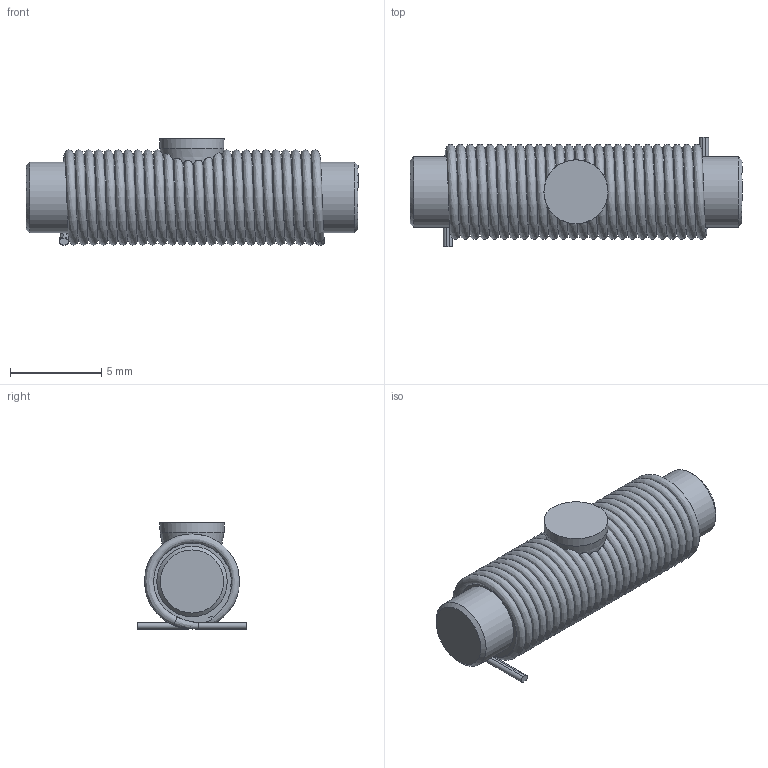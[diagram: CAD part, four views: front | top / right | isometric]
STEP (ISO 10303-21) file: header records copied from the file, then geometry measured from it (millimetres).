
FILE_DESCRIPTION(/* description */ ('Unknown'),/* implementation_level */ '2;1');
FILE_NAME(/* name */ 'L_Wurth_WE-RCIS_7847225100',/* time_stamp */ '2025-06-18T14:10:25+08:00',/* author */ ('Unknown'),/* organization */ ('Unknown'),/* preprocessor_version */ 'ST-DEVELOPER v19.4',/* originating_system */ 'Solid Edge',/* authorisation */ 'Unknown');
FILE_SCHEMA (('AUTOMOTIVE_DESIGN {1 0 10303 214 3 1 1}'));
Length unit declared in the file: millimetre
Products named in the file (2): L_Wurth_WE-RCIS_7847225100
Assembly tree (1 placements, depth 2):
  L_Wurth_WE-RCIS_7847225100
    L_Wurth_WE-RCIS_7847225100
Bounding box: 18.15 x 6 x 5.8 mm (x, y, z)
Volume: 340.3 mm3; surface area: 1341 mm2
Topology: 3 solids, 3 shells, 42 faces, 120 edges, 70 vertices
Faces by surface type: cylinder 15, bspline 13, plane 11, cone 3
Full cylindrical faces by diameter (mm): 3.5 x1, 3.85 x2
Entity records: 11048 total; most frequent: CARTESIAN_POINT 10033, ORIENTED_EDGE 204, DIRECTION 106, EDGE_CURVE 102, VERTEX_POINT 68, B_SPLINE_CURVE_WITH_KNOTS 56, EDGE_LOOP 56, FACE_BOUND 56
